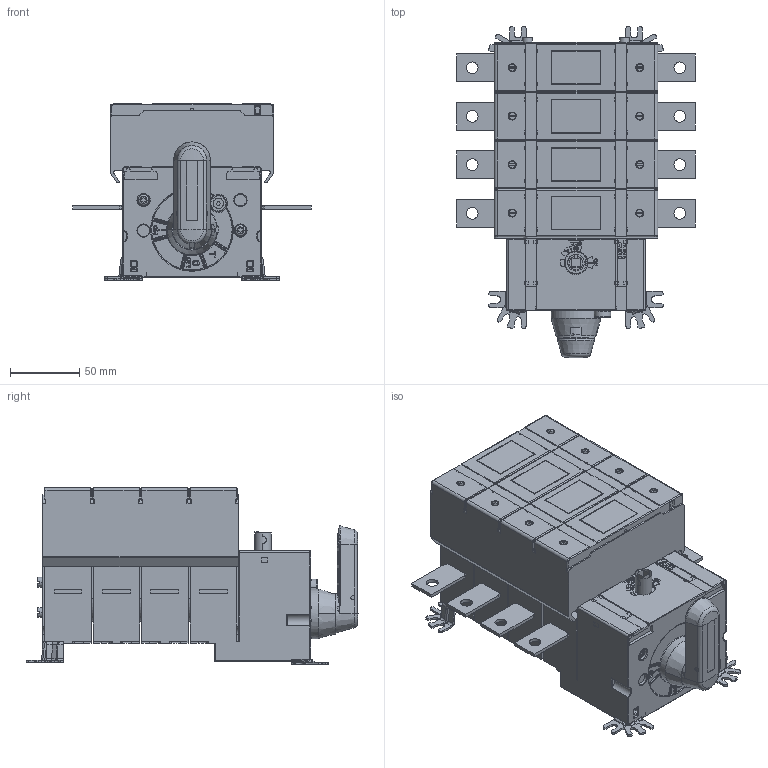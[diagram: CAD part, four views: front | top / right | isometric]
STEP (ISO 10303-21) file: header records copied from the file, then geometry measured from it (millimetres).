
FILE_DESCRIPTION((''),'2;1');
FILE_NAME('OS125GBS40N1K_ASM_A_1_SW0002','2024-07-29T10:42:35',('FIRARAN'),(''),'CREO PARAMETRIC BY PTC INC, 2022364','CREO PARAMETRIC BY PTC INC, 2022364','');
FILE_SCHEMA(('AUTOMOTIVE_DESIGN { 1 0 10303 214 1 1 1 1 }'));
Products named in the file (1): OS125GBS40N1K_ASM_A_1_SW0002
Bounding box: 172 x 239.72 x 127.3 mm (x, y, z)
Volume: 2154063.9 mm3; surface area: 187078 mm2
Topology: 1 solids, 9 shells, 3042 faces, 8153 edges, 5177 vertices
Faces by surface type: plane 1758, cylinder 853, torus 154, bspline 147, sphere 69, cone 56, extrusion 5
Entity records: 141590 total; most frequent: CARTESIAN_POINT 44309, ORIENTED_EDGE 16170, DIRECTION 14686, EDGE_CURVE 8085, VECTOR 5351, LINE 5346, VERTEX_POINT 5177, AXIS2_PLACEMENT_3D 4666
